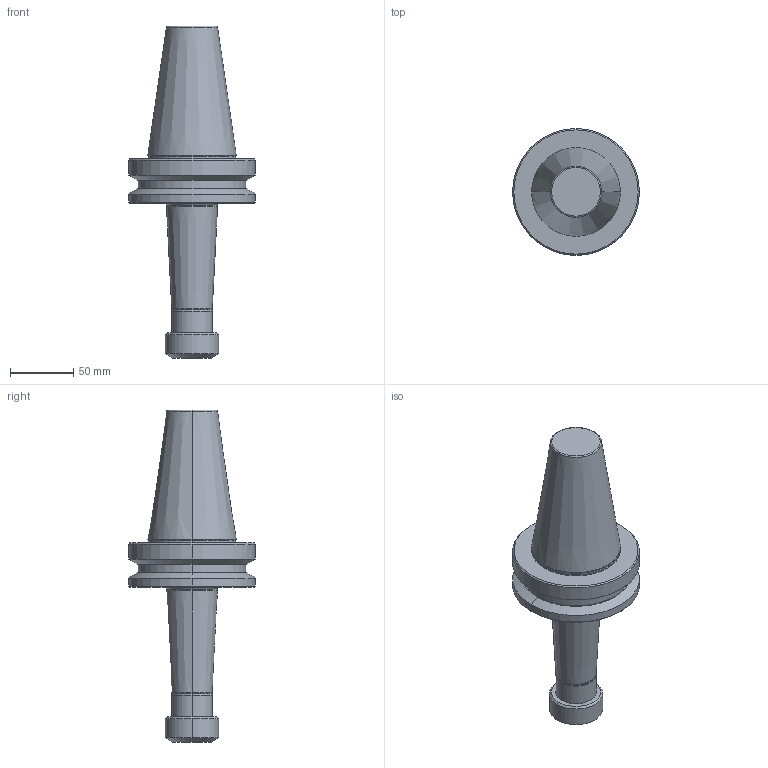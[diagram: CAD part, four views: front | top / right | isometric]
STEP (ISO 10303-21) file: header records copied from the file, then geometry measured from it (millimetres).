
FILE_DESCRIPTION (( 'STEP AP203' ), '1' );
FILE_NAME ('BT 50 ER 25 160 AD-6.3G15000 SL.STEP', '2019-05-21T05:53:35', ( '' ), ( '' ), 'SwSTEP 2.0', 'SolidWorks 2014', '' );
FILE_SCHEMA (( 'CONFIG_CONTROL_DESIGN' ));
Length unit declared in the file: millimetre
Products named in the file (1): BT 50 ER 25 160 AD-6.3G15000 SL
Bounding box: 100 x 100 x 261.8 mm (x, y, z)
Volume: 637889 mm3; surface area: 58531.7 mm2
Topology: 1 solids, 1 shells, 51 faces, 100 edges, 56 vertices
Faces by surface type: cone 20, torus 12, cylinder 12, plane 7
Entity records: 1383 total; most frequent: DIRECTION 272, CARTESIAN_POINT 208, ORIENTED_EDGE 200, AXIS2_PLACEMENT_3D 120, EDGE_CURVE 100, CIRCLE 68, VERTEX_POINT 56, EDGE_LOOP 56
